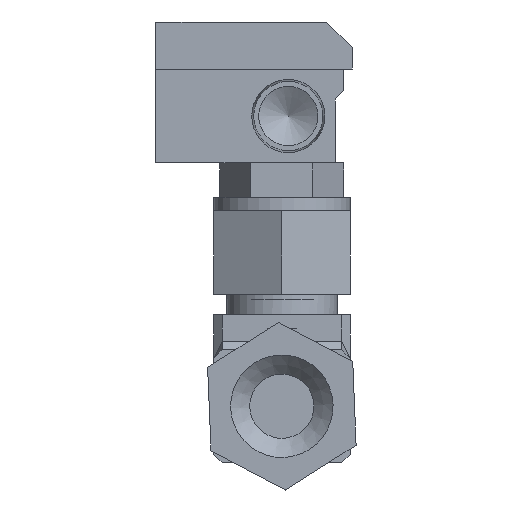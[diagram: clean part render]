
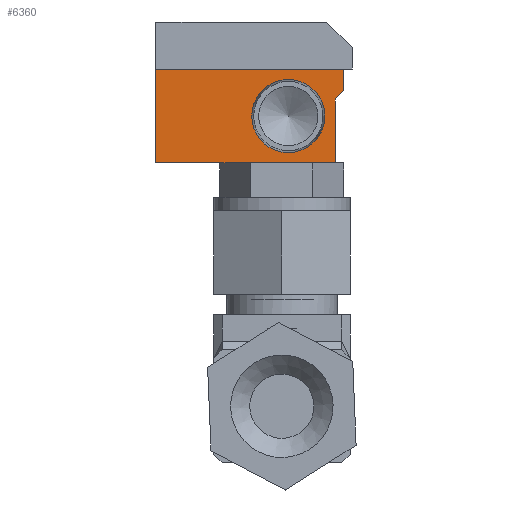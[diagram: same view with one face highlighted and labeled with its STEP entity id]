
A CAD part, left-side view. The second image highlights one B-rep face of the part: STEP entity #6360.
In plain terms, the highlighted planar face has unit normal (-1, 0, 0).
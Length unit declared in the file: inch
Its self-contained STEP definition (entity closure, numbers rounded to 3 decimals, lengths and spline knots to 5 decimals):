
#356=LINE('',#10676,#847);
#357=LINE('',#10682,#848);
#358=LINE('',#10684,#849);
#359=LINE('',#10686,#850);
#360=LINE('',#10687,#851);
#361=LINE('',#10688,#852);
#847=VECTOR('',#8391,1.312);
#848=VECTOR('',#8398,0.0891);
#849=VECTOR('',#8399,0.15625);
#850=VECTOR('',#8400,1.375);
#851=VECTOR('',#8401,0.6875);
#852=VECTOR('',#8402,0.46825);
#1228=PLANE('',#7070);
#1621=FACE_BOUND('',#2546,.T.);
#1998=FACE_OUTER_BOUND('',#2545,.T.);
#2545=EDGE_LOOP('',(#5351,#5352,#5353,#5354,#5355,#5356));
#2546=EDGE_LOOP('',(#5357));
#3000=CIRCLE('',#6998,0.26751);
#3443=VERTEX_POINT('',#10556);
#3486=VERTEX_POINT('',#10669);
#3489=VERTEX_POINT('',#10674);
#3490=VERTEX_POINT('',#10680);
#3491=VERTEX_POINT('',#10681);
#3492=VERTEX_POINT('',#10683);
#3493=VERTEX_POINT('',#10685);
#4128=EDGE_CURVE('',#3443,#3443,#3000,.T.);
#4174=EDGE_CURVE('',#3489,#3486,#356,.T.);
#4175=EDGE_CURVE('',#3490,#3491,#357,.T.);
#4176=EDGE_CURVE('',#3492,#3490,#358,.T.);
#4177=EDGE_CURVE('',#3493,#3492,#359,.T.);
#4178=EDGE_CURVE('',#3486,#3493,#360,.T.);
#4179=EDGE_CURVE('',#3491,#3489,#361,.T.);
#5351=ORIENTED_EDGE('',*,*,#4175,.F.);
#5352=ORIENTED_EDGE('',*,*,#4176,.F.);
#5353=ORIENTED_EDGE('',*,*,#4177,.F.);
#5354=ORIENTED_EDGE('',*,*,#4178,.F.);
#5355=ORIENTED_EDGE('',*,*,#4174,.F.);
#5356=ORIENTED_EDGE('',*,*,#4179,.F.);
#5357=ORIENTED_EDGE('',*,*,#4128,.T.);
#6360=ADVANCED_FACE('',(#1998,#1621),#1228,.T.);
#6998=AXIS2_PLACEMENT_3D('',#10557,#8248,#8249);
#7070=AXIS2_PLACEMENT_3D('',#10679,#8396,#8397);
#8248=DIRECTION('center_axis',(1.,0.,0.));
#8249=DIRECTION('ref_axis',(0.,1.,0.));
#8391=DIRECTION('',(0.,1.,0.));
#8396=DIRECTION('center_axis',(-1.,0.,0.));
#8397=DIRECTION('ref_axis',(0.,0.,1.));
#8398=DIRECTION('',(0.,0.707,-0.707));
#8399=DIRECTION('',(0.,0.,-1.));
#8400=DIRECTION('',(0.,-1.,0.));
#8401=DIRECTION('',(0.,0.,1.));
#8402=DIRECTION('',(0.,0.,-1.));
#10556=CARTESIAN_POINT('',(-4.1513,1.40318,-0.3445));
#10557=CARTESIAN_POINT('Origin',(-4.1513,1.67069,-0.3445));
#10669=CARTESIAN_POINT('',(-4.1513,2.63969,-0.6875));
#10674=CARTESIAN_POINT('',(-4.1513,1.32769,-0.6875));
#10676=CARTESIAN_POINT('',(-4.1513,1.32769,-0.6875));
#10679=CARTESIAN_POINT('Origin',(-4.1513,1.80444,-0.3445));
#10680=CARTESIAN_POINT('',(-4.1513,1.26469,-0.15625));
#10681=CARTESIAN_POINT('',(-4.1513,1.32769,-0.21925));
#10682=CARTESIAN_POINT('',(-4.1513,1.26469,-0.15625));
#10683=CARTESIAN_POINT('',(-4.1513,1.26469,0.));
#10684=CARTESIAN_POINT('',(-4.1513,1.26469,0.));
#10685=CARTESIAN_POINT('',(-4.1513,2.63969,0.));
#10686=CARTESIAN_POINT('',(-4.1513,2.63969,0.));
#10687=CARTESIAN_POINT('',(-4.1513,2.63969,-0.6875));
#10688=CARTESIAN_POINT('',(-4.1513,1.32769,-0.21925));
